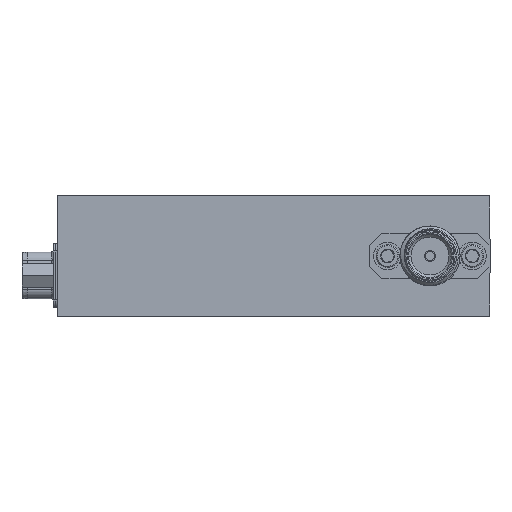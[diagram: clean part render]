
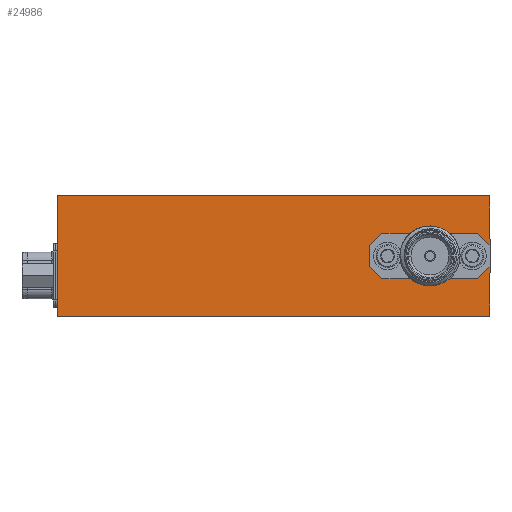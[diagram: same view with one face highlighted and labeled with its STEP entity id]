
A CAD part, left-side view. The second image highlights one B-rep face of the part: STEP entity #24986.
In plain terms, the highlighted planar face has unit normal (-1, 0, 0).
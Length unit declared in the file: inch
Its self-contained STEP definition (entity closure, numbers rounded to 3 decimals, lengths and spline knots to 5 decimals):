
#396 = CARTESIAN_POINT ( 'NONE',  ( -1., -0.4, 0.045 ) ) ;
#399 = ORIENTED_EDGE ( 'NONE', *, *, #21946, .F. ) ;
#765 = CARTESIAN_POINT ( 'NONE',  ( -1., -0.85, -0.095 ) ) ;
#2122 = CARTESIAN_POINT ( 'NONE',  ( -1., -0.9, 0.25 ) ) ;
#2208 = LINE ( 'NONE', #12942, #16580 ) ;
#2403 = VERTEX_POINT ( 'NONE', #10446 ) ;
#2472 = LINE ( 'NONE', #22472, #11923 ) ;
#3238 = DIRECTION ( 'NONE',  ( 0., -1., 0. ) ) ;
#3573 = CARTESIAN_POINT ( 'NONE',  ( -1., -0.85, 0.095 ) ) ;
#3587 = LINE ( 'NONE', #25475, #8834 ) ;
#4693 = CARTESIAN_POINT ( 'NONE',  ( -1., 0.9, 0.25 ) ) ;
#4766 = EDGE_CURVE ( 'NONE', #26881, #5327, #10897, .T. ) ;
#4922 = VERTEX_POINT ( 'NONE', #13722 ) ;
#5327 = VERTEX_POINT ( 'NONE', #9974 ) ;
#5709 = ORIENTED_EDGE ( 'NONE', *, *, #18770, .T. ) ;
#6526 = CARTESIAN_POINT ( 'NONE',  ( -1., -0.7975, -0.1475 ) ) ;
#6766 = EDGE_CURVE ( 'NONE', #4922, #2403, #3587, .T. ) ;
#7582 = DIRECTION ( 'NONE',  ( 0., 0., -1. ) ) ;
#7848 = LINE ( 'NONE', #14006, #24094 ) ;
#7929 = ORIENTED_EDGE ( 'NONE', *, *, #8083, .T. ) ;
#7995 = ORIENTED_EDGE ( 'NONE', *, *, #26124, .T. ) ;
#8022 = DIRECTION ( 'NONE',  ( 0., 0., -1. ) ) ;
#8083 = EDGE_CURVE ( 'NONE', #23401, #2403, #23295, .T. ) ;
#8109 = LINE ( 'NONE', #9689, #23509 ) ;
#8558 = VECTOR ( 'NONE', #8022, 39.37008 ) ;
#8834 = VECTOR ( 'NONE', #7582, 39.37008 ) ;
#9689 = CARTESIAN_POINT ( 'NONE',  ( -1., -0.4, 0.095 ) ) ;
#9713 = CARTESIAN_POINT ( 'NONE',  ( -1., -0.5025, -0.1475 ) ) ;
#9974 = CARTESIAN_POINT ( 'NONE',  ( -1., -0.45, 0.095 ) ) ;
#10177 = CARTESIAN_POINT ( 'NONE',  ( -1., 0.9, 0.25 ) ) ;
#10446 = CARTESIAN_POINT ( 'NONE',  ( -1., -0.9, -0.25 ) ) ;
#10800 = DIRECTION ( 'NONE',  ( 0., -1., 0. ) ) ;
#10897 = LINE ( 'NONE', #11584, #14781 ) ;
#10898 = EDGE_CURVE ( 'NONE', #14801, #24179, #14108, .T. ) ;
#11016 = DIRECTION ( 'NONE',  ( 0., 0., -1. ) ) ;
#11584 = CARTESIAN_POINT ( 'NONE',  ( -1., -0.5025, 0.1475 ) ) ;
#11760 = CARTESIAN_POINT ( 'NONE',  ( -1., -0.9, 0.045 ) ) ;
#11923 = VECTOR ( 'NONE', #15619, 39.37008 ) ;
#12617 = EDGE_CURVE ( 'NONE', #15802, #18855, #7848, .T. ) ;
#12701 = EDGE_CURVE ( 'NONE', #14801, #23888, #20727, .T. ) ;
#12769 = DIRECTION ( 'NONE',  ( 0., 1., 0. ) ) ;
#12942 = CARTESIAN_POINT ( 'NONE',  ( -1., -0.9, 0.25 ) ) ;
#13029 = FACE_OUTER_BOUND ( 'NONE', #18271, .T. ) ;
#13651 = ORIENTED_EDGE ( 'NONE', *, *, #10898, .F. ) ;
#13672 = CARTESIAN_POINT ( 'NONE',  ( -1., -0.9, -0.095 ) ) ;
#13722 = CARTESIAN_POINT ( 'NONE',  ( -1., -0.9, -0.045 ) ) ;
#13937 = ORIENTED_EDGE ( 'NONE', *, *, #6766, .F. ) ;
#14006 = CARTESIAN_POINT ( 'NONE',  ( -1., -0.9, 0.25 ) ) ;
#14108 = LINE ( 'NONE', #13672, #25876 ) ;
#14445 = CARTESIAN_POINT ( 'NONE',  ( -1., -0.9, -0.25 ) ) ;
#14646 = VERTEX_POINT ( 'NONE', #4693 ) ;
#14690 = VECTOR ( 'NONE', #20087, 39.37008 ) ;
#14729 = DIRECTION ( 'NONE',  ( 0., -1., 0. ) ) ;
#14781 = VECTOR ( 'NONE', #26882, 39.37008 ) ;
#14801 = VERTEX_POINT ( 'NONE', #16949 ) ;
#15479 = EDGE_CURVE ( 'NONE', #26881, #23888, #8109, .T. ) ;
#15619 = DIRECTION ( 'NONE',  ( 0., -0.707, -0.707 ) ) ;
#15802 = VERTEX_POINT ( 'NONE', #2122 ) ;
#16580 = VECTOR ( 'NONE', #10800, 39.37008 ) ;
#16949 = CARTESIAN_POINT ( 'NONE',  ( -1., -0.45, -0.095 ) ) ;
#17396 = LINE ( 'NONE', #6526, #14690 ) ;
#18271 = EDGE_LOOP ( 'NONE', ( #24962, #19064, #23351, #399, #5709, #7929, #13937, #7995, #13651, #24555, #20799, #23637 ) ) ;
#18417 = DIRECTION ( 'NONE',  ( 0., 0., -1. ) ) ;
#18719 = DIRECTION ( 'NONE',  ( 0., 0.707, 0.707 ) ) ;
#18770 = EDGE_CURVE ( 'NONE', #14646, #23401, #21614, .T. ) ;
#18775 = VECTOR ( 'NONE', #12769, 39.37008 ) ;
#18855 = VERTEX_POINT ( 'NONE', #11760 ) ;
#19064 = ORIENTED_EDGE ( 'NONE', *, *, #25365, .T. ) ;
#19596 = EDGE_CURVE ( 'NONE', #22572, #5327, #25789, .T. ) ;
#19609 = CARTESIAN_POINT ( 'NONE',  ( -1., -0.9, 0.25 ) ) ;
#20087 = DIRECTION ( 'NONE',  ( 0., 0.707, -0.707 ) ) ;
#20580 = AXIS2_PLACEMENT_3D ( 'NONE', #19609, #26733, #11016 ) ;
#20727 = LINE ( 'NONE', #9713, #20847 ) ;
#20799 = ORIENTED_EDGE ( 'NONE', *, *, #15479, .F. ) ;
#20847 = VECTOR ( 'NONE', #18719, 39.37008 ) ;
#21614 = LINE ( 'NONE', #10177, #8558 ) ;
#21946 = EDGE_CURVE ( 'NONE', #14646, #15802, #2208, .T. ) ;
#22472 = CARTESIAN_POINT ( 'NONE',  ( -1., -0.7975, 0.1475 ) ) ;
#22572 = VERTEX_POINT ( 'NONE', #3573 ) ;
#22812 = CARTESIAN_POINT ( 'NONE',  ( -1., -0.4, -0.045 ) ) ;
#23153 = DIRECTION ( 'NONE',  ( 0., 0., -1. ) ) ;
#23295 = LINE ( 'NONE', #14445, #27135 ) ;
#23351 = ORIENTED_EDGE ( 'NONE', *, *, #12617, .F. ) ;
#23401 = VERTEX_POINT ( 'NONE', #24567 ) ;
#23509 = VECTOR ( 'NONE', #18417, 39.37008 ) ;
#23637 = ORIENTED_EDGE ( 'NONE', *, *, #4766, .T. ) ;
#23888 = VERTEX_POINT ( 'NONE', #22812 ) ;
#24094 = VECTOR ( 'NONE', #23153, 39.37008 ) ;
#24179 = VERTEX_POINT ( 'NONE', #765 ) ;
#24555 = ORIENTED_EDGE ( 'NONE', *, *, #12701, .T. ) ;
#24567 = CARTESIAN_POINT ( 'NONE',  ( -1., 0.9, -0.25 ) ) ;
#24962 = ORIENTED_EDGE ( 'NONE', *, *, #19596, .F. ) ;
#24986 = ADVANCED_FACE ( 'NONE', ( #13029 ), #26329, .F. ) ;
#25365 = EDGE_CURVE ( 'NONE', #22572, #18855, #2472, .T. ) ;
#25475 = CARTESIAN_POINT ( 'NONE',  ( -1., -0.9, 0.25 ) ) ;
#25501 = CARTESIAN_POINT ( 'NONE',  ( -1., -0.9, 0.095 ) ) ;
#25789 = LINE ( 'NONE', #25501, #18775 ) ;
#25876 = VECTOR ( 'NONE', #3238, 39.37008 ) ;
#26124 = EDGE_CURVE ( 'NONE', #4922, #24179, #17396, .T. ) ;
#26329 = PLANE ( 'NONE',  #20580 ) ;
#26733 = DIRECTION ( 'NONE',  ( 1., 0., 0. ) ) ;
#26881 = VERTEX_POINT ( 'NONE', #396 ) ;
#26882 = DIRECTION ( 'NONE',  ( 0., -0.707, 0.707 ) ) ;
#27135 = VECTOR ( 'NONE', #14729, 39.37008 ) ;
